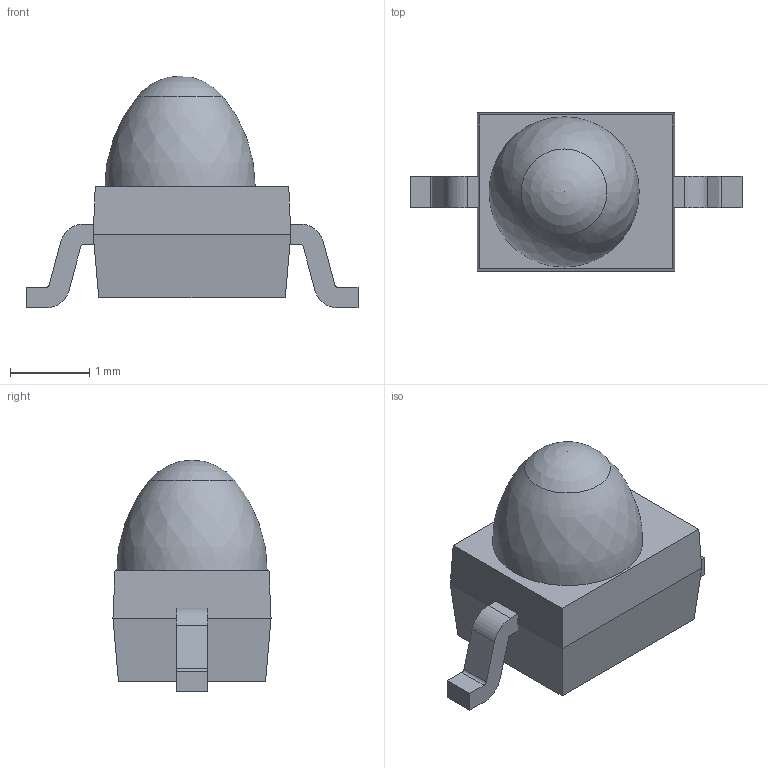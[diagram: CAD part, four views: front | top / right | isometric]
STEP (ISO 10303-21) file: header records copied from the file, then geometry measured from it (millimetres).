
FILE_DESCRIPTION(/* description */ (''),/* implementation_level */ '2;1');
FILE_NAME(/* name */ 'QEB363GR.step',/* time_stamp */ '2020-03-15T16:09:42-04:00',/* author */ (''),/* organization */ (''),/* preprocessor_version */ 'ST-DEVELOPER v18',/* originating_system */ 'Autodesk Translation Framework v8.12.0.6',/* authorisation */ '');
FILE_SCHEMA (('AUTOMOTIVE_DESIGN { 1 0 10303 214 3 1 1 }'));
Length unit declared in the file: millimetre
Products named in the file (1): QEB363GR
Bounding box: 4.2 x 2 x 2.93 mm (x, y, z)
Volume: 9.8 mm3; surface area: 33.3 mm2
Topology: 2 solids, 2 shells, 34 faces, 87 edges, 57 vertices
Faces by surface type: plane 24, cylinder 8, sphere 1, bspline 1
Entity records: 1092 total; most frequent: CARTESIAN_POINT 204, DIRECTION 176, ORIENTED_EDGE 172, EDGE_CURVE 86, LINE 64, VECTOR 64, VERTEX_POINT 57, AXIS2_PLACEMENT_3D 56
